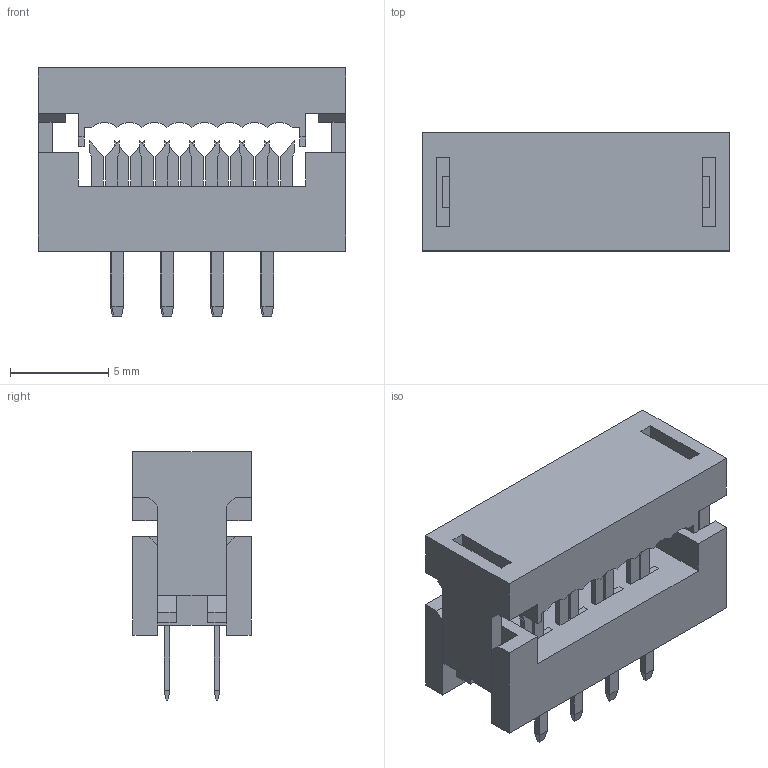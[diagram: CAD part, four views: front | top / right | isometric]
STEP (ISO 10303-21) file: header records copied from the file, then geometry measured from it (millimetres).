
FILE_DESCRIPTION(/* description */ ('Unknown'),/* implementation_level */ '2;1');
FILE_NAME(/* name */ '61200822323',/* time_stamp */ '2017-05-17T09:59:27+02:00',/* author */ ('Unknown'),/* organization */ ('Unknown'),/* preprocessor_version */ 'ST-DEVELOPER v16.7',/* originating_system */ 'DEX',/* authorisation */ $);
FILE_SCHEMA (('AUTOMOTIVE_DESIGN {1 0 10303 214 3 1 1}'));
Length unit declared in the file: millimetre
Products named in the file (4): 6120xx22323_Open; 61200822323; 6120xx22323_PIN; 61200822323_PAD
Assembly tree (10 placements, depth 2):
  6120xx22323_Open
    61200822323
    6120xx22323_PIN  x8
    61200822323_PAD
Bounding box: 15.61 x 6 x 12.6 mm (x, y, z)
Volume: 554.4 mm3; surface area: 1179.6 mm2
Topology: 10 solids, 10 shells, 421 faces, 1137 edges, 734 vertices
Faces by surface type: plane 405, cylinder 16
Entity records: 8063 total; most frequent: CARTESIAN_POINT 1399, ORIENTED_EDGE 1378, DIRECTION 1219, EDGE_CURVE 689, LINE 655, VECTOR 655, VERTEX_POINT 454, AXIS2_PLACEMENT_3D 282
